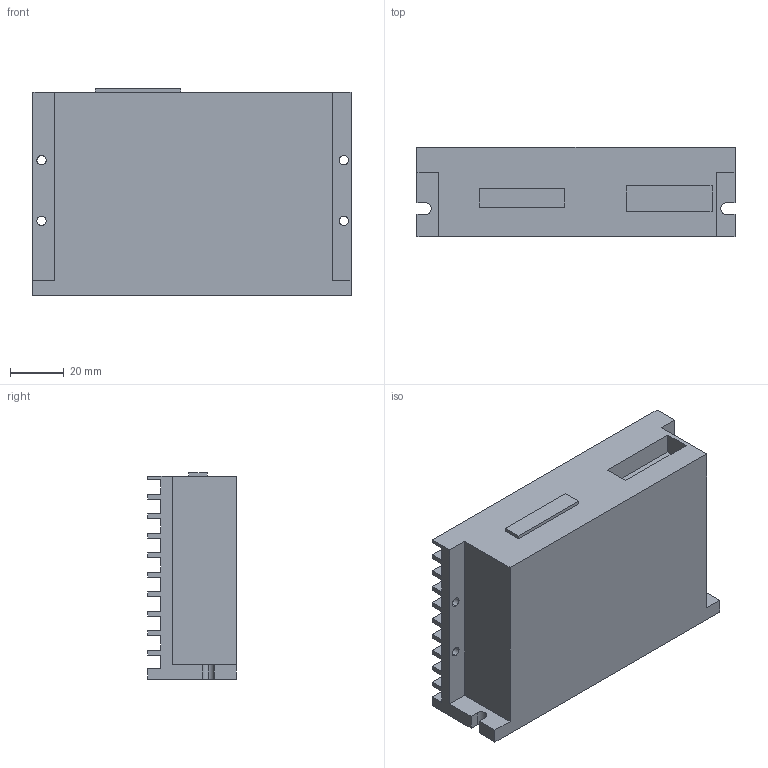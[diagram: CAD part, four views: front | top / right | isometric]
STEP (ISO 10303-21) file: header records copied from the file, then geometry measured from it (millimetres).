
FILE_DESCRIPTION (( 'STEP AP214' ), '1' );
FILE_NAME ('STP-DRV-4845.STEP', '2019-08-19T22:27:09', ( '' ), ( '' ), 'SwSTEP 2.0', 'SolidWorks 2017', '' );
FILE_SCHEMA (( 'AUTOMOTIVE_DESIGN' ));
Length unit declared in the file: inch
Products named in the file (1): STP-DRV-4845
Bounding box: 118.11 x 33.02 x 76.71 mm (x, y, z)
Volume: 235164.3 mm3; surface area: 42667.5 mm2
Topology: 1 solids, 1 shells, 79 faces, 225 edges, 150 vertices
Faces by surface type: plane 68, cylinder 11
Entity records: 2870 total; most frequent: CARTESIAN_POINT 754, ORIENTED_EDGE 450, DIRECTION 390, EDGE_CURVE 225, LINE 202, VECTOR 202, VERTEX_POINT 150, AXIS2_PLACEMENT_3D 94
